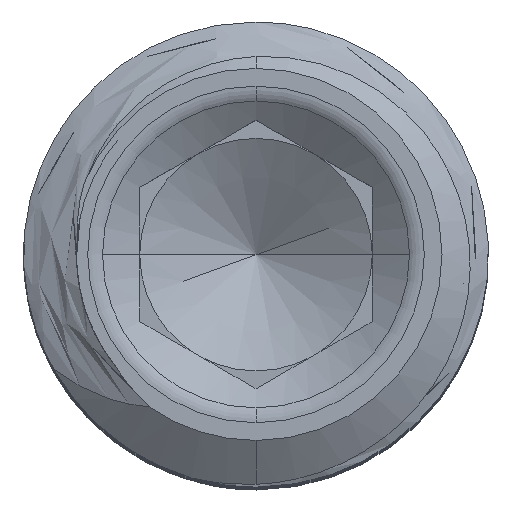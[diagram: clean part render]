
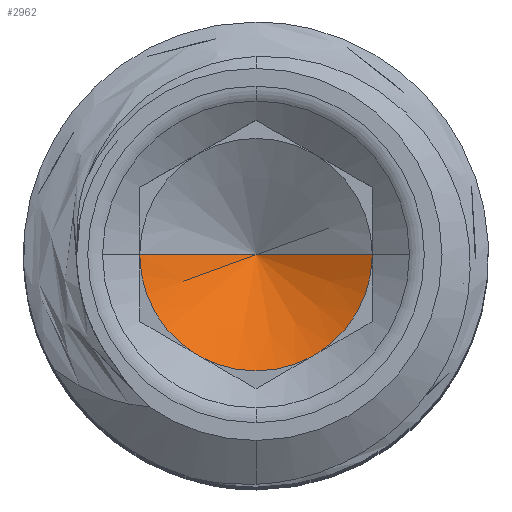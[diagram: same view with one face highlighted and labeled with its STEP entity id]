
A CAD part, top view. The second image highlights one B-rep face of the part: STEP entity #2962.
In plain terms, the highlighted conical face has half-angle 60 degrees and reference radius 1 mm.
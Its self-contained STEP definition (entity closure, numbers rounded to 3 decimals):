
#600 = LINE ( 'NONE', #2054, #601 ) ;
#601 = VECTOR ( 'NONE', #2049, 1000. ) ;
#603 = LINE ( 'NONE', #2058, #605 ) ;
#604 = CIRCLE ( 'NONE', #872, 1. ) ;
#605 = VECTOR ( 'NONE', #2047, 1000. ) ;
#627 = CIRCLE ( 'NONE', #876, 1. ) ;
#629 = CIRCLE ( 'NONE', #877, 1. ) ;
#795 = FACE_OUTER_BOUND ( 'NONE', #1185, .T. ) ;
#806 = CONICAL_SURFACE ( 'NONE', #932, 1., 1.047 ) ;
#872 = AXIS2_PLACEMENT_3D ( 'NONE', #2043, #2042, #2041 ) ;
#876 = AXIS2_PLACEMENT_3D ( 'NONE', #1934, #1933, #1930 ) ;
#877 = AXIS2_PLACEMENT_3D ( 'NONE', #1926, #1925, #1924 ) ;
#932 = AXIS2_PLACEMENT_3D ( 'NONE', #4330, #4332, #4334 ) ;
#1062 = EDGE_CURVE ( 'NONE', #4914, #4976, #600, .T. ) ;
#1063 = EDGE_CURVE ( 'NONE', #4914, #4919, #603, .T. ) ;
#1064 = EDGE_CURVE ( 'NONE', #4910, #4917, #604, .T. ) ;
#1086 = EDGE_CURVE ( 'NONE', #4919, #4910, #627, .T. ) ;
#1087 = EDGE_CURVE ( 'NONE', #4917, #4976, #629, .T. ) ;
#1169 = ORIENTED_EDGE ( 'NONE', *, *, #1063, .T. ) ;
#1185 = EDGE_LOOP ( 'NONE', ( #1189, #1169, #2651, #2650, #2649 ) ) ;
#1189 = ORIENTED_EDGE ( 'NONE', *, *, #1062, .F. ) ;
#1924 = DIRECTION ( 'NONE',  ( 1., 0., 0. ) ) ;
#1925 = DIRECTION ( 'NONE',  ( 0., 0., 1. ) ) ;
#1926 = CARTESIAN_POINT ( 'NONE',  ( 0., 0., 6.421 ) ) ;
#1930 = DIRECTION ( 'NONE',  ( 1., 0., 0. ) ) ;
#1933 = DIRECTION ( 'NONE',  ( 0., 0., 1. ) ) ;
#1934 = CARTESIAN_POINT ( 'NONE',  ( 0., 0., 6.421 ) ) ;
#2041 = DIRECTION ( 'NONE',  ( 1., 0., 0. ) ) ;
#2042 = DIRECTION ( 'NONE',  ( 0., 0., 1. ) ) ;
#2043 = CARTESIAN_POINT ( 'NONE',  ( 0., 0., 6.421 ) ) ;
#2047 = DIRECTION ( 'NONE',  ( -0.866, 0., 0.5 ) ) ;
#2049 = DIRECTION ( 'NONE',  ( 0.866, 0., 0.5 ) ) ;
#2054 = CARTESIAN_POINT ( 'NONE',  ( 1., 0., 6.421 ) ) ;
#2058 = CARTESIAN_POINT ( 'NONE',  ( -1., 0., 6.421 ) ) ;
#2649 = ORIENTED_EDGE ( 'NONE', *, *, #1087, .T. ) ;
#2650 = ORIENTED_EDGE ( 'NONE', *, *, #1064, .T. ) ;
#2651 = ORIENTED_EDGE ( 'NONE', *, *, #1086, .T. ) ;
#2962 = ADVANCED_FACE ( 'NONE', ( #795 ), #806, .F. ) ;
#4081 = CARTESIAN_POINT ( 'NONE',  ( 1., 0., 6.421 ) ) ;
#4139 = CARTESIAN_POINT ( 'NONE',  ( -1., 0., 6.421 ) ) ;
#4141 = CARTESIAN_POINT ( 'NONE',  ( 0.5, -0.866, 6.421 ) ) ;
#4147 = CARTESIAN_POINT ( 'NONE',  ( -0.5, -0.866, 6.421 ) ) ;
#4205 = CARTESIAN_POINT ( 'NONE',  ( 0., 0., 5.843 ) ) ;
#4330 = CARTESIAN_POINT ( 'NONE',  ( 0., 0., 6.421 ) ) ;
#4332 = DIRECTION ( 'NONE',  ( 0., 0., 1. ) ) ;
#4334 = DIRECTION ( 'NONE',  ( 1., 0., 0. ) ) ;
#4910 = VERTEX_POINT ( 'NONE', #4147 ) ;
#4914 = VERTEX_POINT ( 'NONE', #4205 ) ;
#4917 = VERTEX_POINT ( 'NONE', #4141 ) ;
#4919 = VERTEX_POINT ( 'NONE', #4139 ) ;
#4976 = VERTEX_POINT ( 'NONE', #4081 ) ;
